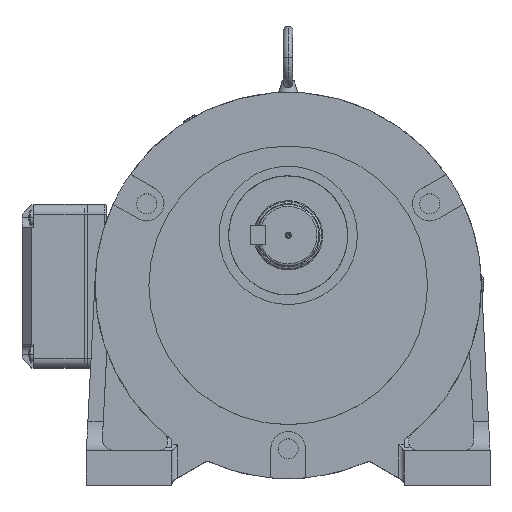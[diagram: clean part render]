
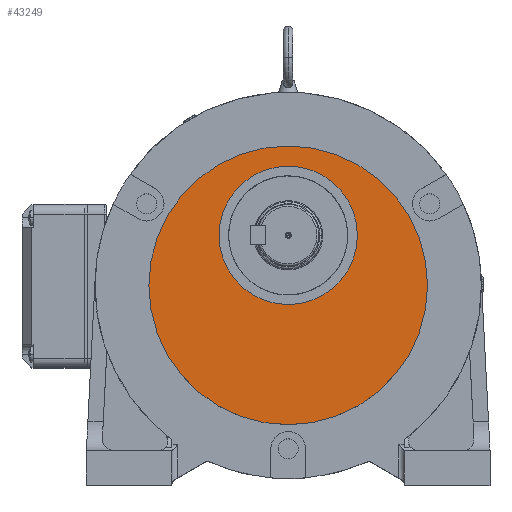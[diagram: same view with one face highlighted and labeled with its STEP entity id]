
A CAD part, top view. The second image highlights one B-rep face of the part: STEP entity #43249.
In plain terms, the highlighted face is planar.
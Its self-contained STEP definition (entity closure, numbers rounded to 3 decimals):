
#30034 = CARTESIAN_POINT ( 'NONE',  ( 72.5, 0., -95. ) ) ;
#30117 = CARTESIAN_POINT ( 'NONE',  ( -36., 26., -95. ) ) ;
#30198 = CIRCLE ( 'NONE', #30202, 36. ) ;
#30202 = AXIS2_PLACEMENT_3D ( 'NONE', #30266, #30265, #30264 ) ;
#30235 = CARTESIAN_POINT ( 'NONE',  ( -72.5, 0., -95. ) ) ;
#30239 = DIRECTION ( 'NONE',  ( -1., 0., 0. ) ) ;
#30240 = DIRECTION ( 'NONE',  ( 0., 0., -1. ) ) ;
#30241 = CARTESIAN_POINT ( 'NONE',  ( 0., 0., -95. ) ) ;
#30242 = AXIS2_PLACEMENT_3D ( 'NONE', #30241, #30240, #30239 ) ;
#30253 = CIRCLE ( 'NONE', #30242, 72.5 ) ;
#30260 = CARTESIAN_POINT ( 'NONE',  ( 36., 26., -95. ) ) ;
#30264 = DIRECTION ( 'NONE',  ( -1., 0., 0. ) ) ;
#30265 = DIRECTION ( 'NONE',  ( 0., 0., -1. ) ) ;
#30266 = CARTESIAN_POINT ( 'NONE',  ( 0., 26., -95. ) ) ;
#30809 = DIRECTION ( 'NONE',  ( -1., 0., 0. ) ) ;
#30810 = DIRECTION ( 'NONE',  ( 0., 0., -1. ) ) ;
#30811 = CARTESIAN_POINT ( 'NONE',  ( 0., 26., -95. ) ) ;
#30839 = AXIS2_PLACEMENT_3D ( 'NONE', #30811, #30810, #30809 ) ;
#30844 = CIRCLE ( 'NONE', #30839, 36. ) ;
#30866 = DIRECTION ( 'NONE',  ( 0., 0., -1. ) ) ;
#30867 = FACE_BOUND ( 'NONE', #43259, .T. ) ;
#30868 = AXIS2_PLACEMENT_3D ( 'NONE', #30873, #30866, #30946 ) ;
#30873 = CARTESIAN_POINT ( 'NONE',  ( 0., 0., -95. ) ) ;
#30883 = PLANE ( 'NONE',  #30868 ) ;
#30888 = FACE_OUTER_BOUND ( 'NONE', #43263, .T. ) ;
#30904 = DIRECTION ( 'NONE',  ( -1., 0., 0. ) ) ;
#30905 = DIRECTION ( 'NONE',  ( 0., 0., -1. ) ) ;
#30906 = AXIS2_PLACEMENT_3D ( 'NONE', #30922, #30905, #30904 ) ;
#30922 = CARTESIAN_POINT ( 'NONE',  ( 0., 0., -95. ) ) ;
#30924 = CIRCLE ( 'NONE', #30906, 72.5 ) ;
#30946 = DIRECTION ( 'NONE',  ( -1., 0., 0. ) ) ;
#42923 = VERTEX_POINT ( 'NONE', #30034 ) ;
#42950 = VERTEX_POINT ( 'NONE', #30117 ) ;
#42995 = EDGE_CURVE ( 'NONE', #42950, #43000, #30198, .T. ) ;
#43000 = VERTEX_POINT ( 'NONE', #30260 ) ;
#43004 = EDGE_CURVE ( 'NONE', #43007, #42923, #30253, .T. ) ;
#43007 = VERTEX_POINT ( 'NONE', #30235 ) ;
#43231 = EDGE_CURVE ( 'NONE', #43000, #42950, #30844, .T. ) ;
#43248 = ORIENTED_EDGE ( 'NONE', *, *, #42995, .F. ) ;
#43249 = ADVANCED_FACE ( 'NONE', ( #30888, #30867 ), #30883, .T. ) ;
#43250 = ORIENTED_EDGE ( 'NONE', *, *, #43004, .T. ) ;
#43251 = ORIENTED_EDGE ( 'NONE', *, *, #43264, .T. ) ;
#43259 = EDGE_LOOP ( 'NONE', ( #43262, #43248 ) ) ;
#43262 = ORIENTED_EDGE ( 'NONE', *, *, #43231, .F. ) ;
#43263 = EDGE_LOOP ( 'NONE', ( #43251, #43250 ) ) ;
#43264 = EDGE_CURVE ( 'NONE', #42923, #43007, #30924, .T. ) ;
